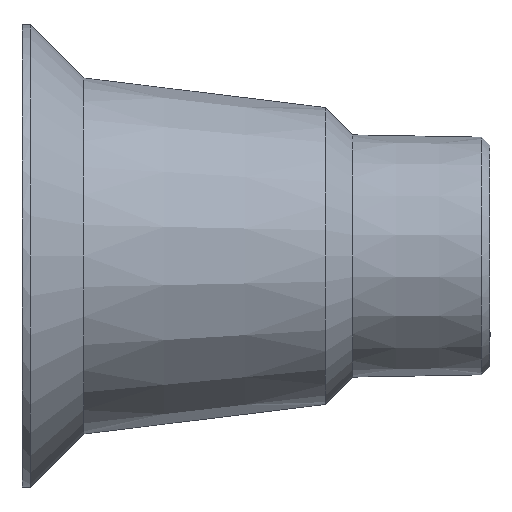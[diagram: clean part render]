
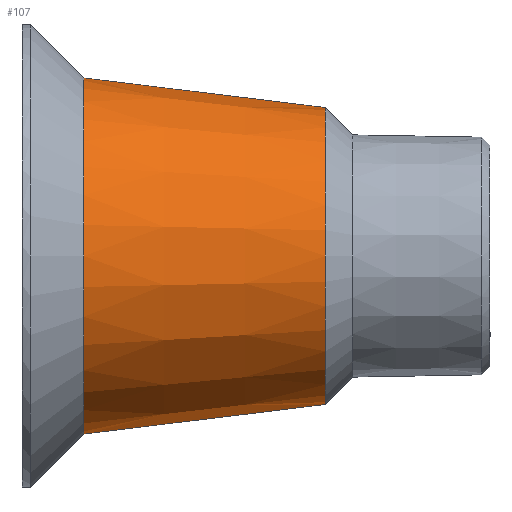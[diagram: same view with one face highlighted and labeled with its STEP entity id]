
A CAD part, left-side view. The second image highlights one B-rep face of the part: STEP entity #107.
In plain terms, the highlighted conical face has half-angle 7 degrees and reference radius 122.785 mm.
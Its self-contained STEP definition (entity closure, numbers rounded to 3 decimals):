
#107=ADVANCED_FACE('F20',(#229),#230,.T.);
#229=FACE_OUTER_BOUND('',#393,.T.);
#230=CONICAL_SURFACE('',#394,122.785,0.122);
#393=EDGE_LOOP('',(#674,#675,#676,#677));
#394=AXIS2_PLACEMENT_3D('',#678,#679,#680);
#674=ORIENTED_EDGE('',*,*,#967,.T.);
#675=ORIENTED_EDGE('',*,*,#970,.T.);
#676=ORIENTED_EDGE('',*,*,#968,.T.);
#677=ORIENTED_EDGE('',*,*,#971,.T.);
#678=CARTESIAN_POINT('',(28.392,871.952,28.4));
#679=DIRECTION('',(0.,1.0,0.));
#680=DIRECTION('',(0.,0.,1.0));
#967=EDGE_CURVE('',#1180,#1169,#1184,.T.);
#968=EDGE_CURVE('',#1171,#1175,#1185,.T.);
#970=EDGE_CURVE('NONE',#1169,#1171,#1187,.T.);
#971=EDGE_CURVE('NONE',#1175,#1180,#1188,.T.);
#1169=VERTEX_POINT('',#2235);
#1171=VERTEX_POINT('NONE',#2238);
#1175=VERTEX_POINT('',#2243);
#1180=VERTEX_POINT('',#2266);
#1184=LINE('',#2271,#2272);
#1185=LINE('',#2273,#2274);
#1187=CIRCLE('',#2276,21.842);
#1188=CIRCLE('',#2277,18.2);
#2235=CARTESIAN_POINT('',(28.392,49.842,50.242));
#2238=CARTESIAN_POINT('',(28.392,49.842,6.558));
#2243=CARTESIAN_POINT('',(28.392,20.179,10.2));
#2266=CARTESIAN_POINT('',(28.392,20.179,46.6));
#2271=CARTESIAN_POINT('',(28.392,871.952,151.185));
#2272=VECTOR('',#2806,1.0);
#2273=CARTESIAN_POINT('',(28.392,871.952,-94.385));
#2274=VECTOR('',#2807,1.0);
#2276=AXIS2_PLACEMENT_3D('',#2808,#2809,#2810);
#2277=AXIS2_PLACEMENT_3D('',#2811,#2812,#2813);
#2806=DIRECTION('',(0.,0.993,0.122));
#2807=DIRECTION('',(0.,-0.993,0.122));
#2808=CARTESIAN_POINT('',(28.392,49.842,28.4));
#2809=DIRECTION('',(0.,-1.0,0.));
#2810=DIRECTION('',(0.0,0.,-1.0));
#2811=CARTESIAN_POINT('',(28.392,20.179,28.4));
#2812=DIRECTION('',(0.,1.0,0.));
#2813=DIRECTION('',(0.0,0.,1.0));
